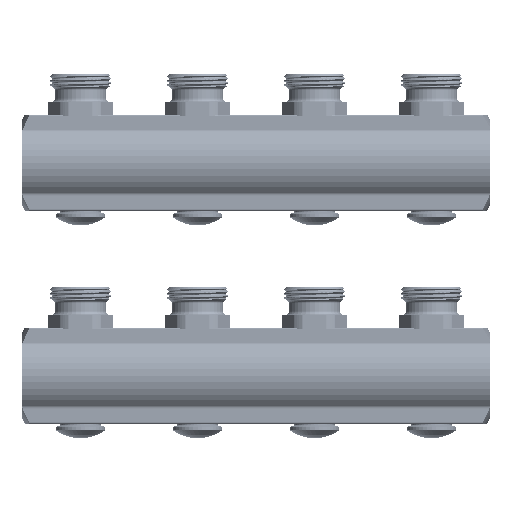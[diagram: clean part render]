
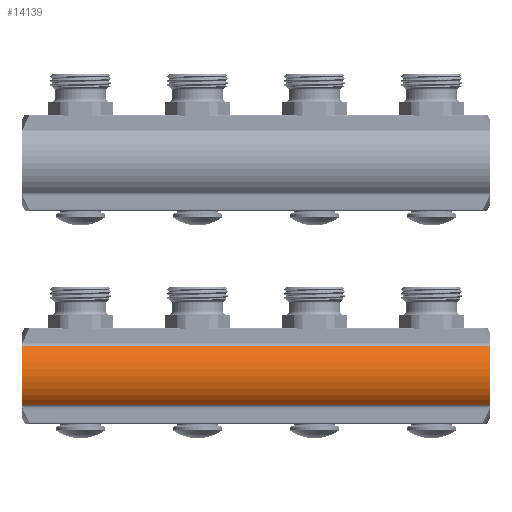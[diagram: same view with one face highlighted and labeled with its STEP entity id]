
A CAD part, front view. The second image highlights one B-rep face of the part: STEP entity #14139.
In plain terms, the highlighted cylindrical face has radius 18.25 mm (diameter 36.5 mm), a partial arc.
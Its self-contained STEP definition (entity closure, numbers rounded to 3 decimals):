
#11=CARTESIAN_POINT('',(-100.,0.,0.));
#12=DIRECTION('',(1.,0.,0.));
#13=DIRECTION('',(0.,-0.716,0.698));
#14=AXIS2_PLACEMENT_3D('',#11,#12,#13);
#16=CARTESIAN_POINT('',(-100.,0.,0.));
#17=DIRECTION('',(1.,0.,0.));
#18=DIRECTION('',(0.,-1.,0.));
#19=AXIS2_PLACEMENT_3D('',#16,#17,#18);
#155=DIRECTION('',(-1.,0.,0.));
#156=VECTOR('',#155,200.);
#157=CARTESIAN_POINT('',(100.,-13.068,12.739));
#158=LINE('',#157,#156);
#198=CARTESIAN_POINT('',(100.,0.,0.));
#199=DIRECTION('',(-1.,0.,0.));
#200=DIRECTION('',(0.,-0.716,-0.698));
#201=AXIS2_PLACEMENT_3D('',#198,#199,#200);
#203=CARTESIAN_POINT('',(100.,0.,0.));
#204=DIRECTION('',(-1.,0.,0.));
#205=DIRECTION('',(0.,-1.,0.));
#206=AXIS2_PLACEMENT_3D('',#203,#204,#205);
#6309=DIRECTION('',(-1.,0.,0.));
#6310=VECTOR('',#6309,200.);
#6311=CARTESIAN_POINT('',(100.,-13.068,-12.739));
#6312=LINE('',#6311,#6310);
#6317=CARTESIAN_POINT('',(-100.,-13.068,12.739));
#6318=VERTEX_POINT('',#6317);
#6319=CARTESIAN_POINT('',(-100.,-18.25,0.));
#6320=VERTEX_POINT('',#6319);
#6321=CARTESIAN_POINT('',(-100.,-13.068,-12.739));
#6322=VERTEX_POINT('',#6321);
#6357=CARTESIAN_POINT('',(100.,-13.068,12.739));
#6358=VERTEX_POINT('',#6357);
#6367=CARTESIAN_POINT('',(100.,-13.068,-12.739));
#6368=VERTEX_POINT('',#6367);
#6369=CARTESIAN_POINT('',(100.,-18.25,0.));
#6370=VERTEX_POINT('',#6369);
#14126=CARTESIAN_POINT('',(-100.,0.,0.));
#14127=DIRECTION('',(1.,0.,0.));
#14128=DIRECTION('',(0.,-1.,0.));
#14129=AXIS2_PLACEMENT_3D('',#14126,#14127,#14128);
#14130=CYLINDRICAL_SURFACE('',#14129,18.25);
#14131=ORIENTED_EDGE('',*,*,#7241,.T.);
#14132=ORIENTED_EDGE('',*,*,#6999,.F.);
#14133=ORIENTED_EDGE('',*,*,#6997,.F.);
#14134=ORIENTED_EDGE('',*,*,#7098,.F.);
#14135=ORIENTED_EDGE('',*,*,#7126,.F.);
#14136=ORIENTED_EDGE('',*,*,#7124,.F.);
#14137=EDGE_LOOP('',(#14131,#14132,#14133,#14134,#14135,#14136));
#14138=FACE_OUTER_BOUND('',#14137,.F.);
#14139=ADVANCED_FACE('',(#14138),#14130,.T.);
#15=CIRCLE('',#14,18.25);
#20=CIRCLE('',#19,18.25);
#202=CIRCLE('',#201,18.25);
#207=CIRCLE('',#206,18.25);
#6997=EDGE_CURVE('',#6318,#6320,#15,.T.);
#6999=EDGE_CURVE('',#6320,#6322,#20,.T.);
#7098=EDGE_CURVE('',#6358,#6318,#158,.T.);
#7124=EDGE_CURVE('',#6368,#6370,#202,.T.);
#7126=EDGE_CURVE('',#6370,#6358,#207,.T.);
#7241=EDGE_CURVE('',#6368,#6322,#6312,.T.);
